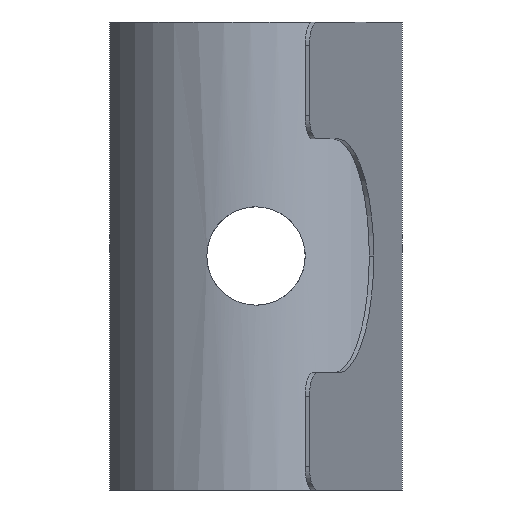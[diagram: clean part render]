
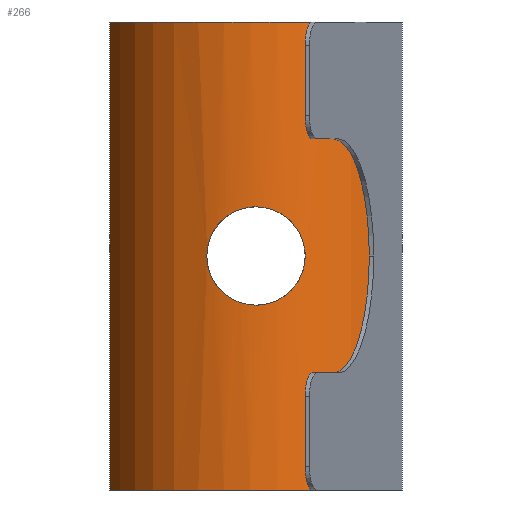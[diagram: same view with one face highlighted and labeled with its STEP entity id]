
A CAD part, front view. The second image highlights one B-rep face of the part: STEP entity #266.
In plain terms, the highlighted cylindrical face has radius 6.562 mm (diameter 13.124 mm), a partial arc.
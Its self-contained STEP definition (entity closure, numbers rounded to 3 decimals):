
#1 = CARTESIAN_POINT ( 'NONE',  ( 0., -6.562, 2.1 ) ) ;
#32 = CARTESIAN_POINT ( 'NONE',  ( 0.68, -6.528, -1.992 ) ) ;
#76 = CARTESIAN_POINT ( 'NONE',  ( -2.032, -6.24, -0.548 ) ) ;
#79 = CARTESIAN_POINT ( 'NONE',  ( 1.991, -6.253, 0.681 ) ) ;
#81 = EDGE_CURVE ( 'NONE', #1012, #693, #293, .T. ) ;
#82 = DIRECTION ( 'NONE',  ( 0., 0., -1. ) ) ;
#87 = CARTESIAN_POINT ( 'NONE',  ( 1.678, -6.347, 1.292 ) ) ;
#95 = CARTESIAN_POINT ( 'NONE',  ( -0.681, -6.528, 1.991 ) ) ;
#97 = CARTESIAN_POINT ( 'NONE',  ( 0., -6.562, -2.1 ) ) ;
#111 = ORIENTED_EDGE ( 'NONE', *, *, #791, .F. ) ;
#120 = CARTESIAN_POINT ( 'NONE',  ( 0.138, -6.562, -2.1 ) ) ;
#163 = AXIS2_PLACEMENT_3D ( 'NONE', #352, #704, #448 ) ;
#171 = CARTESIAN_POINT ( 'NONE',  ( -2.1, -6.217, 0.138 ) ) ;
#181 = CARTESIAN_POINT ( 'NONE',  ( -1.833, -6.302, -1.062 ) ) ;
#189 = CARTESIAN_POINT ( 'NONE',  ( 0.14, -6.562, 2.1 ) ) ;
#190 = CARTESIAN_POINT ( 'NONE',  ( -1.388, -6.414, -1.582 ) ) ;
#194 = B_SPLINE_CURVE_WITH_KNOTS ( 'NONE', 3,
 ( #364, #460, #285, #993, #996, #625, #190, #1063, #181, #803, #76, #734, #375, #171, #631, #1161, #728, #545, #808, #257, #440, #708, #533, #95, #722, #1076, #369, #1 ),
 .UNSPECIFIED., .F., .F.,
 ( 4, 2, 2, 2, 2, 2, 2, 2, 2, 2, 2, 2, 2, 4 ),
 ( 0.007, 0.007, 0.008, 0.008, 0.009, 0.01, 0.01, 0.01, 0.011, 0.012, 0.012, 0.012, 0.013, 0.013 ),
 .UNSPECIFIED. ) ;
#202 = CARTESIAN_POINT ( 'NONE',  ( 1.669, -6.347, -1.282 ) ) ;
#210 = CARTESIAN_POINT ( 'NONE',  ( 0.277, -6.558, -2.086 ) ) ;
#256 = CARTESIAN_POINT ( 'NONE',  ( 1.055, -6.478, 1.821 ) ) ;
#257 = CARTESIAN_POINT ( 'NONE',  ( -1.389, -6.414, 1.581 ) ) ;
#263 = LINE ( 'NONE', #454, #873 ) ;
#266 = ADVANCED_FACE ( 'NONE', ( #418, #594 ), #677, .T. ) ;
#275 = AXIS2_PLACEMENT_3D ( 'NONE', #1122, #750, #1109 ) ;
#285 = CARTESIAN_POINT ( 'NONE',  ( -0.553, -6.544, -2.044 ) ) ;
#293 = CIRCLE ( 'NONE', #275, 6.562 ) ;
#301 = CARTESIAN_POINT ( 'NONE',  ( 1.056, -6.478, -1.821 ) ) ;
#345 = ORIENTED_EDGE ( 'NONE', *, *, #81, .T. ) ;
#352 = CARTESIAN_POINT ( 'NONE',  ( 0., 0., 10. ) ) ;
#364 = CARTESIAN_POINT ( 'NONE',  ( 0., -6.562, -2.1 ) ) ;
#369 = CARTESIAN_POINT ( 'NONE',  ( -0.14, -6.562, 2.1 ) ) ;
#370 = CARTESIAN_POINT ( 'NONE',  ( -6.25, -2., 10. ) ) ;
#372 = AXIS2_PLACEMENT_3D ( 'NONE', #858, #1123, #1134 ) ;
#374 = CIRCLE ( 'NONE', #163, 6.562 ) ;
#375 = CARTESIAN_POINT ( 'NONE',  ( -2.1, -6.217, -0.138 ) ) ;
#394 = CARTESIAN_POINT ( 'NONE',  ( 2.1, -6.217, -0.137 ) ) ;
#401 = CARTESIAN_POINT ( 'NONE',  ( 2.086, -6.222, 0.276 ) ) ;
#418 = FACE_BOUND ( 'NONE', #655, .T. ) ;
#425 = CARTESIAN_POINT ( 'NONE',  ( 5.57, -3.47, -10. ) ) ;
#440 = CARTESIAN_POINT ( 'NONE',  ( -1.282, -6.437, 1.669 ) ) ;
#443 = ORIENTED_EDGE ( 'NONE', *, *, #475, .T. ) ;
#448 = DIRECTION ( 'NONE',  ( 1., 0., 0. ) ) ;
#452 = CARTESIAN_POINT ( 'NONE',  ( 0., -6.562, 2.1 ) ) ;
#454 = CARTESIAN_POINT ( 'NONE',  ( 5.57, -3.47, 10. ) ) ;
#457 = VERTEX_POINT ( 'NONE', #1067 ) ;
#460 = CARTESIAN_POINT ( 'NONE',  ( -0.275, -6.562, -2.1 ) ) ;
#464 = EDGE_LOOP ( 'NONE', ( #111, #941, #930, #345 ) ) ;
#474 = CARTESIAN_POINT ( 'NONE',  ( 2.032, -6.24, -0.547 ) ) ;
#475 = EDGE_CURVE ( 'NONE', #582, #1153, #1005, .T. ) ;
#529 = DIRECTION ( 'NONE',  ( 0., 0., -1. ) ) ;
#533 = CARTESIAN_POINT ( 'NONE',  ( -0.935, -6.497, 1.886 ) ) ;
#539 = CARTESIAN_POINT ( 'NONE',  ( -6.25, -2., 10. ) ) ;
#545 = CARTESIAN_POINT ( 'NONE',  ( -1.834, -6.302, 1.06 ) ) ;
#549 = CARTESIAN_POINT ( 'NONE',  ( 0.277, -6.558, 2.086 ) ) ;
#580 = CARTESIAN_POINT ( 'NONE',  ( 2.1, -6.217, 0.139 ) ) ;
#582 = VERTEX_POINT ( 'NONE', #780 ) ;
#594 = FACE_OUTER_BOUND ( 'NONE', #464, .T. ) ;
#624 = CARTESIAN_POINT ( 'NONE',  ( 1.834, -6.302, 1.059 ) ) ;
#625 = CARTESIAN_POINT ( 'NONE',  ( -1.283, -6.437, -1.668 ) ) ;
#631 = CARTESIAN_POINT ( 'NONE',  ( -2.086, -6.222, 0.275 ) ) ;
#655 = EDGE_LOOP ( 'NONE', ( #443, #806 ) ) ;
#663 = CARTESIAN_POINT ( 'NONE',  ( 1.283, -6.437, -1.668 ) ) ;
#677 = CYLINDRICAL_SURFACE ( 'NONE', #372, 6.562 ) ;
#693 = VERTEX_POINT ( 'NONE', #425 ) ;
#704 = DIRECTION ( 'NONE',  ( 0., 0., 1. ) ) ;
#707 = CARTESIAN_POINT ( 'NONE',  ( 0.681, -6.528, 1.991 ) ) ;
#708 = CARTESIAN_POINT ( 'NONE',  ( -1.055, -6.478, 1.821 ) ) ;
#715 = CARTESIAN_POINT ( 'NONE',  ( 2.032, -6.24, 0.547 ) ) ;
#722 = CARTESIAN_POINT ( 'NONE',  ( -0.547, -6.541, 2.032 ) ) ;
#728 = CARTESIAN_POINT ( 'NONE',  ( -1.992, -6.253, 0.68 ) ) ;
#729 = EDGE_CURVE ( 'NONE', #1153, #582, #194, .T. ) ;
#734 = CARTESIAN_POINT ( 'NONE',  ( -2.086, -6.222, -0.278 ) ) ;
#737 = CARTESIAN_POINT ( 'NONE',  ( 1.821, -6.305, -1.055 ) ) ;
#742 = CARTESIAN_POINT ( 'NONE',  ( 0.549, -6.541, -2.032 ) ) ;
#750 = DIRECTION ( 'NONE',  ( 0., 0., 1. ) ) ;
#760 = EDGE_CURVE ( 'NONE', #1121, #1012, #904, .T. ) ;
#780 = CARTESIAN_POINT ( 'NONE',  ( 0., -6.562, 2.1 ) ) ;
#791 = EDGE_CURVE ( 'NONE', #457, #693, #263, .T. ) ;
#795 = CARTESIAN_POINT ( 'NONE',  ( 0.547, -6.541, 2.032 ) ) ;
#799 = VECTOR ( 'NONE', #529, 1000. ) ;
#802 = CARTESIAN_POINT ( 'NONE',  ( 1.389, -6.414, 1.581 ) ) ;
#803 = CARTESIAN_POINT ( 'NONE',  ( -1.992, -6.253, -0.679 ) ) ;
#806 = ORIENTED_EDGE ( 'NONE', *, *, #729, .T. ) ;
#808 = CARTESIAN_POINT ( 'NONE',  ( -1.678, -6.347, 1.292 ) ) ;
#824 = CARTESIAN_POINT ( 'NONE',  ( 1.581, -6.37, -1.389 ) ) ;
#837 = CARTESIAN_POINT ( 'NONE',  ( 1.388, -6.415, -1.582 ) ) ;
#858 = CARTESIAN_POINT ( 'NONE',  ( 0., 0., 10. ) ) ;
#873 = VECTOR ( 'NONE', #82, 1000. ) ;
#884 = CARTESIAN_POINT ( 'NONE',  ( 0.935, -6.497, 1.886 ) ) ;
#890 = CARTESIAN_POINT ( 'NONE',  ( 1.282, -6.437, 1.669 ) ) ;
#904 = LINE ( 'NONE', #539, #799 ) ;
#915 = CARTESIAN_POINT ( 'NONE',  ( 1.886, -6.286, -0.934 ) ) ;
#928 = EDGE_CURVE ( 'NONE', #1121, #457, #374, .T. ) ;
#930 = ORIENTED_EDGE ( 'NONE', *, *, #760, .T. ) ;
#941 = ORIENTED_EDGE ( 'NONE', *, *, #928, .F. ) ;
#971 = CARTESIAN_POINT ( 'NONE',  ( -6.25, -2., -10. ) ) ;
#993 = CARTESIAN_POINT ( 'NONE',  ( -0.933, -6.497, -1.886 ) ) ;
#996 = CARTESIAN_POINT ( 'NONE',  ( -1.056, -6.478, -1.82 ) ) ;
#1005 = B_SPLINE_CURVE_WITH_KNOTS ( 'NONE', 3,
 ( #452, #189, #549, #795, #707, #884, #256, #890, #802, #87, #624, #79, #715, #401, #580, #394, #1114, #474, #1014, #915, #737, #202, #824, #837, #663, #301, #1020, #32, #742, #210, #120, #1106 ),
 .UNSPECIFIED., .F., .F.,
 ( 4, 2, 2, 2, 2, 2, 2, 2, 2, 2, 2, 2, 2, 2, 2, 4 ),
 ( 0., 0., 0.001, 0.001, 0.002, 0.002, 0.003, 0.003, 0.004, 0.004, 0.005, 0.005, 0.005, 0.006, 0.006, 0.007 ),
 .UNSPECIFIED. ) ;
#1012 = VERTEX_POINT ( 'NONE', #971 ) ;
#1014 = CARTESIAN_POINT ( 'NONE',  ( 1.992, -6.253, -0.679 ) ) ;
#1020 = CARTESIAN_POINT ( 'NONE',  ( 0.933, -6.497, -1.887 ) ) ;
#1063 = CARTESIAN_POINT ( 'NONE',  ( -1.679, -6.347, -1.291 ) ) ;
#1067 = CARTESIAN_POINT ( 'NONE',  ( 5.57, -3.47, 10. ) ) ;
#1076 = CARTESIAN_POINT ( 'NONE',  ( -0.277, -6.558, 2.086 ) ) ;
#1106 = CARTESIAN_POINT ( 'NONE',  ( 0., -6.562, -2.1 ) ) ;
#1109 = DIRECTION ( 'NONE',  ( 1., 0., 0. ) ) ;
#1114 = CARTESIAN_POINT ( 'NONE',  ( 2.086, -6.222, -0.277 ) ) ;
#1121 = VERTEX_POINT ( 'NONE', #370 ) ;
#1122 = CARTESIAN_POINT ( 'NONE',  ( 0., 0., -10. ) ) ;
#1123 = DIRECTION ( 'NONE',  ( 0., 0., -1. ) ) ;
#1134 = DIRECTION ( 'NONE',  ( -1., 0., 0. ) ) ;
#1153 = VERTEX_POINT ( 'NONE', #97 ) ;
#1161 = CARTESIAN_POINT ( 'NONE',  ( -2.032, -6.24, 0.546 ) ) ;
